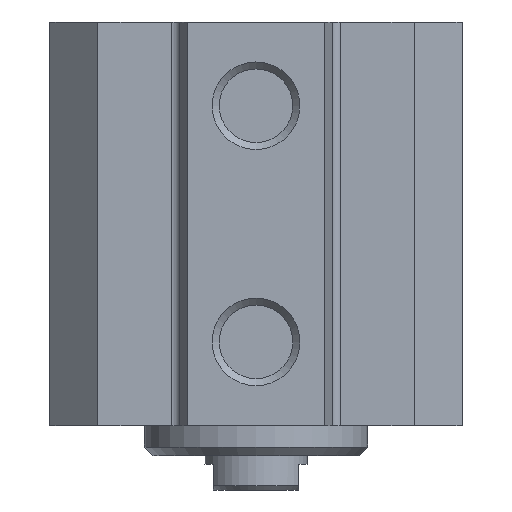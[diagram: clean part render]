
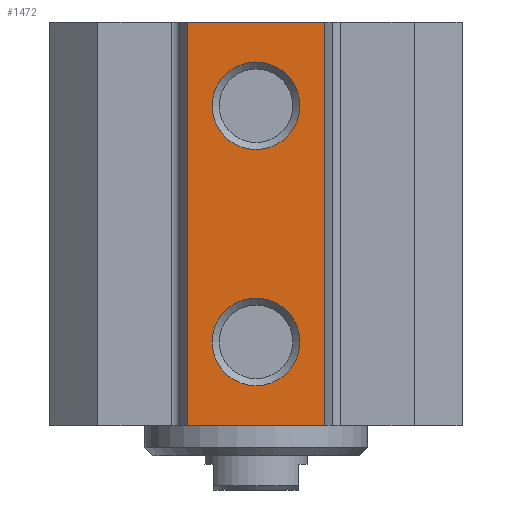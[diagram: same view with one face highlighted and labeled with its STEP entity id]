
A CAD part, front view. The second image highlights one B-rep face of the part: STEP entity #1472.
In plain terms, the highlighted planar face has unit normal (0, -1, 0).
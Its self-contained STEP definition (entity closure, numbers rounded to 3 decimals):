
#92=LINE('',#2176,#210);
#126=LINE('',#2350,#244);
#147=LINE('',#2397,#265);
#150=LINE('',#2402,#268);
#210=VECTOR('',#1730,16.);
#244=VECTOR('',#1900,16.);
#265=VECTOR('',#1937,47.);
#268=VECTOR('',#1944,47.);
#329=PLANE('',#1617);
#428=FACE_BOUND('',#607,.T.);
#429=FACE_BOUND('',#608,.T.);
#430=FACE_BOUND('',#609,.T.);
#607=EDGE_LOOP('',(#1216));
#608=EDGE_LOOP('',(#1217));
#609=EDGE_LOOP('',(#1218,#1219,#1220,#1221));
#679=CIRCLE('',#1551,5.1);
#694=CIRCLE('',#1577,5.1);
#749=VERTEX_POINT('',#2173);
#750=VERTEX_POINT('',#2175);
#774=VERTEX_POINT('',#2228);
#789=VERTEX_POINT('',#2269);
#821=VERTEX_POINT('',#2347);
#822=VERTEX_POINT('',#2349);
#886=EDGE_CURVE('',#749,#750,#92,.T.);
#911=EDGE_CURVE('',#774,#774,#679,.T.);
#926=EDGE_CURVE('',#789,#789,#694,.T.);
#958=EDGE_CURVE('',#821,#822,#126,.T.);
#980=EDGE_CURVE('',#821,#750,#147,.T.);
#983=EDGE_CURVE('',#822,#749,#150,.T.);
#1216=ORIENTED_EDGE('',*,*,#911,.T.);
#1217=ORIENTED_EDGE('',*,*,#926,.T.);
#1218=ORIENTED_EDGE('',*,*,#983,.F.);
#1219=ORIENTED_EDGE('',*,*,#958,.F.);
#1220=ORIENTED_EDGE('',*,*,#980,.T.);
#1221=ORIENTED_EDGE('',*,*,#886,.F.);
#1472=ADVANCED_FACE('',(#428,#429,#430),#329,.T.);
#1551=AXIS2_PLACEMENT_3D('',#2229,#1771,#1772);
#1577=AXIS2_PLACEMENT_3D('',#2270,#1823,#1824);
#1617=AXIS2_PLACEMENT_3D('',#2403,#1945,#1946);
#1730=DIRECTION('',(1.,0.,0.));
#1771=DIRECTION('center_axis',(0.,1.,0.));
#1772=DIRECTION('ref_axis',(1.,0.,0.));
#1823=DIRECTION('center_axis',(0.,1.,0.));
#1824=DIRECTION('ref_axis',(1.,0.,0.));
#1900=DIRECTION('',(-1.,0.,0.));
#1937=DIRECTION('',(0.,0.,1.));
#1944=DIRECTION('',(0.,0.,1.));
#1945=DIRECTION('center_axis',(0.,-1.,0.));
#1946=DIRECTION('ref_axis',(0.,0.,-1.));
#2173=CARTESIAN_POINT('',(-8.,-28.,23.5));
#2175=CARTESIAN_POINT('',(8.,-28.,23.5));
#2176=CARTESIAN_POINT('',(8.,-28.,23.5));
#2228=CARTESIAN_POINT('',(5.1,-28.,-13.75));
#2229=CARTESIAN_POINT('Origin',(0.,-28.,-13.75));
#2269=CARTESIAN_POINT('',(5.1,-28.,13.75));
#2270=CARTESIAN_POINT('Origin',(0.,-28.,13.75));
#2347=CARTESIAN_POINT('',(8.,-28.,-23.5));
#2349=CARTESIAN_POINT('',(-8.,-28.,-23.5));
#2350=CARTESIAN_POINT('',(8.,-28.,-23.5));
#2397=CARTESIAN_POINT('',(8.,-28.,0.));
#2402=CARTESIAN_POINT('',(-8.,-28.,0.));
#2403=CARTESIAN_POINT('Origin',(8.,-28.,0.));
